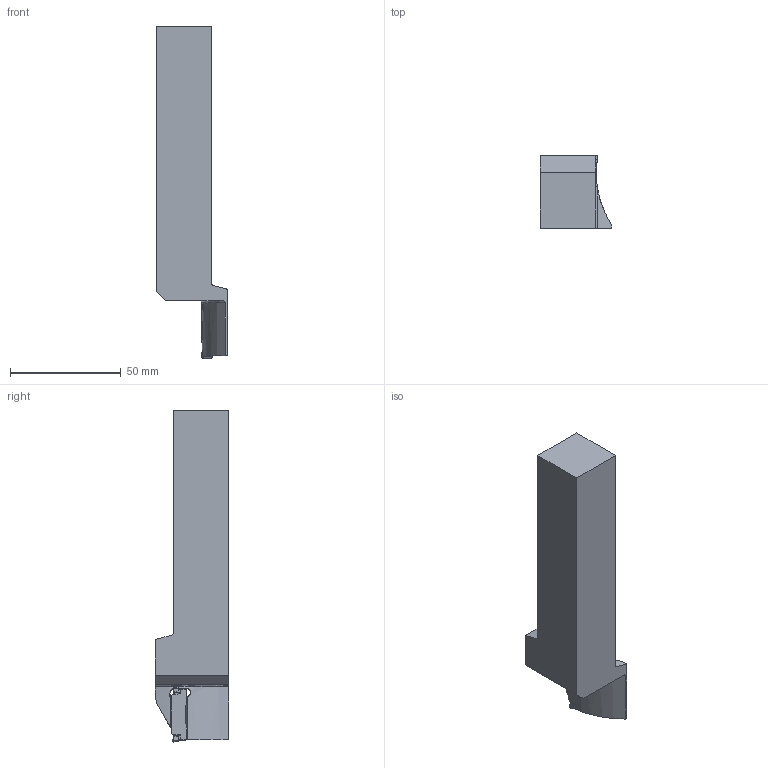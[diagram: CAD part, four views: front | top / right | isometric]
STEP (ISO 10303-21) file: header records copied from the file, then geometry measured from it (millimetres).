
FILE_DESCRIPTION(/* description */ (''),/* implementation_level */ '2;1');
FILE_NAME(/* name */ 'GL5-S2525MFL-25-R095060_204659773_SIM.stp',/* time_stamp */ '2023-03-30T12:25:18+02:00',/* author */ (''),/* organization */ (''),/* preprocessor_version */ 'ST-DEVELOPER v16.7',/* originating_system */ 'SIEMENS PLM Software NX 12.0',/* authorisation */ '');
FILE_SCHEMA (('AUTOMOTIVE_DESIGN { 1 0 10303 214 3 1 1 1 }'));
Length unit declared in the file: millimetre
Products named in the file (1): hc721054FC5Abgbu
Bounding box: 32.09 x 33 x 149.96 mm (x, y, z)
Volume: 84260.5 mm3; surface area: 16538.5 mm2
Topology: 2 solids, 3 shells, 254 faces, 639 edges, 380 vertices
Faces by surface type: bspline 95, plane 69, cylinder 63, extrusion 15, sphere 10, torus 1, cone 1
Entity records: 8820 total; most frequent: CARTESIAN_POINT 3629, ORIENTED_EDGE 1246, DIRECTION 820, EDGE_CURVE 623, VERTEX_POINT 376, AXIS2_PLACEMENT_3D 294, ADVANCED_FACE 254, EDGE_LOOP 254
